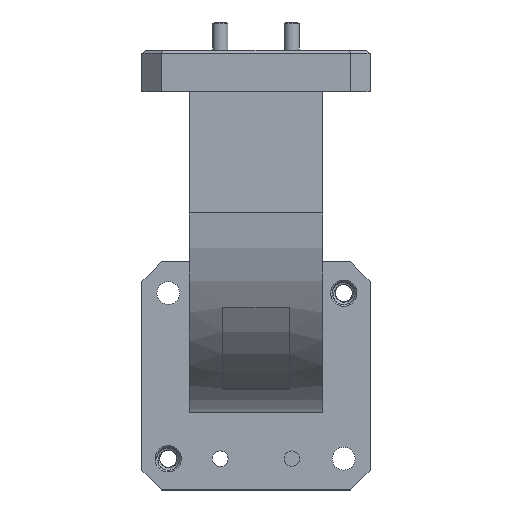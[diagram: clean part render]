
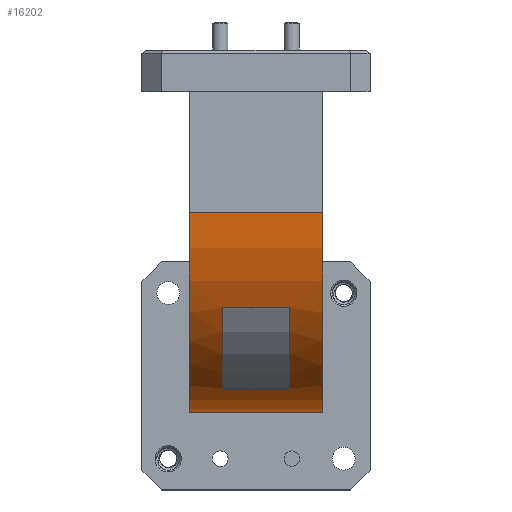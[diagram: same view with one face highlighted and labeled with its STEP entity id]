
A CAD part, front view. The second image highlights one B-rep face of the part: STEP entity #16202.
In plain terms, the highlighted cylindrical face has radius 30.575 mm (diameter 61.15 mm), a partial arc.
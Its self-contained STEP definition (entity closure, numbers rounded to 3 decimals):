
#466 = VERTEX_POINT ( 'NONE', #2200 ) ;
#882 = EDGE_CURVE ( 'NONE', #13146, #466, #16989, .T. ) ;
#1476 = EDGE_CURVE ( 'NONE', #9169, #4902, #6139, .T. ) ;
#1940 = DIRECTION ( 'NONE',  ( 1., 0., 0. ) ) ;
#1992 = ORIENTED_EDGE ( 'NONE', *, *, #14249, .F. ) ;
#2200 = CARTESIAN_POINT ( 'NONE',  ( -5.08, -1.91, -39.514 ) ) ;
#2433 = DIRECTION ( 'NONE',  ( 0., -0.475, -0.88 ) ) ;
#3102 = ORIENTED_EDGE ( 'NONE', *, *, #882, .F. ) ;
#3466 = AXIS2_PLACEMENT_3D ( 'NONE', #19947, #12366, #18618 ) ;
#3530 = VERTEX_POINT ( 'NONE', #8461 ) ;
#3669 = ORIENTED_EDGE ( 'NONE', *, *, #1476, .F. ) ;
#4023 = FACE_OUTER_BOUND ( 'NONE', #7036, .T. ) ;
#4455 = DIRECTION ( 'NONE',  ( 0., 0., -1. ) ) ;
#4716 = CARTESIAN_POINT ( 'NONE',  ( 10.275, -5.575, -25. ) ) ;
#4774 = CIRCLE ( 'NONE', #19809, 30.575 ) ;
#4883 = EDGE_CURVE ( 'NONE', #3530, #5094, #7129, .T. ) ;
#4902 = VERTEX_POINT ( 'NONE', #8140 ) ;
#5027 = ORIENTED_EDGE ( 'NONE', *, *, #4883, .T. ) ;
#5082 = CARTESIAN_POINT ( 'NONE',  ( 10.275, 25., -25. ) ) ;
#5094 = VERTEX_POINT ( 'NONE', #16148 ) ;
#5253 = EDGE_CURVE ( 'NONE', #9147, #19946, #17105, .T. ) ;
#5659 = CARTESIAN_POINT ( 'NONE',  ( -5.08, 25., -25. ) ) ;
#6139 = CIRCLE ( 'NONE', #6434, 30.575 ) ;
#6292 = EDGE_CURVE ( 'NONE', #3530, #9169, #19741, .T. ) ;
#6434 = AXIS2_PLACEMENT_3D ( 'NONE', #5082, #6688, #13016 ) ;
#6688 = DIRECTION ( 'NONE',  ( 1., 0., 0. ) ) ;
#7036 = EDGE_LOOP ( 'NONE', ( #14944, #3669, #10928, #5027 ) ) ;
#7129 = CIRCLE ( 'NONE', #15101, 30.575 ) ;
#7527 = ORIENTED_EDGE ( 'NONE', *, *, #18270, .T. ) ;
#7653 = DIRECTION ( 'NONE',  ( 1., 0., 0. ) ) ;
#7690 = DIRECTION ( 'NONE',  ( -1., 0., 0. ) ) ;
#8140 = CARTESIAN_POINT ( 'NONE',  ( 10.275, 25., -55.575 ) ) ;
#8461 = CARTESIAN_POINT ( 'NONE',  ( -10.275, -5.575, -25. ) ) ;
#8467 = VECTOR ( 'NONE', #1940, 1000. ) ;
#8607 = CYLINDRICAL_SURFACE ( 'NONE', #10918, 30.575 ) ;
#9147 = VERTEX_POINT ( 'NONE', #12392 ) ;
#9169 = VERTEX_POINT ( 'NONE', #4716 ) ;
#9276 = CARTESIAN_POINT ( 'NONE',  ( -5.08, 10.486, -51.91 ) ) ;
#9404 = EDGE_LOOP ( 'NONE', ( #3102, #7527, #12986, #1992 ) ) ;
#9432 = DIRECTION ( 'NONE',  ( 0., -1., 0. ) ) ;
#10508 = DIRECTION ( 'NONE',  ( 1., 0., 0. ) ) ;
#10918 = AXIS2_PLACEMENT_3D ( 'NONE', #13671, #10508, #4455 ) ;
#10928 = ORIENTED_EDGE ( 'NONE', *, *, #6292, .F. ) ;
#11100 = DIRECTION ( 'NONE',  ( 1., 0., 0. ) ) ;
#11638 = DIRECTION ( 'NONE',  ( 1., 0., 0. ) ) ;
#11720 = LINE ( 'NONE', #13153, #19413 ) ;
#11931 = CARTESIAN_POINT ( 'NONE',  ( 5.08, 10.486, -51.91 ) ) ;
#12366 = DIRECTION ( 'NONE',  ( 1., 0., 0. ) ) ;
#12392 = CARTESIAN_POINT ( 'NONE',  ( -5.08, 10.486, -51.91 ) ) ;
#12878 = DIRECTION ( 'NONE',  ( 1., 0., 0. ) ) ;
#12986 = ORIENTED_EDGE ( 'NONE', *, *, #5253, .F. ) ;
#13016 = DIRECTION ( 'NONE',  ( 0., -1., 0. ) ) ;
#13146 = VERTEX_POINT ( 'NONE', #13525 ) ;
#13153 = CARTESIAN_POINT ( 'NONE',  ( -10.275, 25., -55.575 ) ) ;
#13525 = CARTESIAN_POINT ( 'NONE',  ( 5.08, -1.91, -39.514 ) ) ;
#13671 = CARTESIAN_POINT ( 'NONE',  ( 0., 25., -25. ) ) ;
#14125 = CARTESIAN_POINT ( 'NONE',  ( -10.275, -5.575, -25. ) ) ;
#14207 = CARTESIAN_POINT ( 'NONE',  ( -10.275, 25., -25. ) ) ;
#14249 = EDGE_CURVE ( 'NONE', #466, #9147, #4774, .T. ) ;
#14944 = ORIENTED_EDGE ( 'NONE', *, *, #18753, .T. ) ;
#15101 = AXIS2_PLACEMENT_3D ( 'NONE', #14207, #11100, #9432 ) ;
#15318 = VECTOR ( 'NONE', #7690, 1000. ) ;
#15442 = VECTOR ( 'NONE', #7653, 1000. ) ;
#16148 = CARTESIAN_POINT ( 'NONE',  ( -10.275, 25., -55.575 ) ) ;
#16202 = ADVANCED_FACE ( 'NONE', ( #17264, #4023 ), #8607, .T. ) ;
#16304 = CIRCLE ( 'NONE', #3466, 30.575 ) ;
#16989 = LINE ( 'NONE', #18389, #15318 ) ;
#17105 = LINE ( 'NONE', #9276, #15442 ) ;
#17264 = FACE_BOUND ( 'NONE', #9404, .T. ) ;
#18270 = EDGE_CURVE ( 'NONE', #13146, #19946, #16304, .T. ) ;
#18389 = CARTESIAN_POINT ( 'NONE',  ( 5.08, -1.91, -39.514 ) ) ;
#18618 = DIRECTION ( 'NONE',  ( 0., -0.475, -0.88 ) ) ;
#18753 = EDGE_CURVE ( 'NONE', #5094, #4902, #11720, .T. ) ;
#19413 = VECTOR ( 'NONE', #12878, 1000. ) ;
#19741 = LINE ( 'NONE', #14125, #8467 ) ;
#19809 = AXIS2_PLACEMENT_3D ( 'NONE', #5659, #11638, #2433 ) ;
#19946 = VERTEX_POINT ( 'NONE', #11931 ) ;
#19947 = CARTESIAN_POINT ( 'NONE',  ( 5.08, 25., -25. ) ) ;
